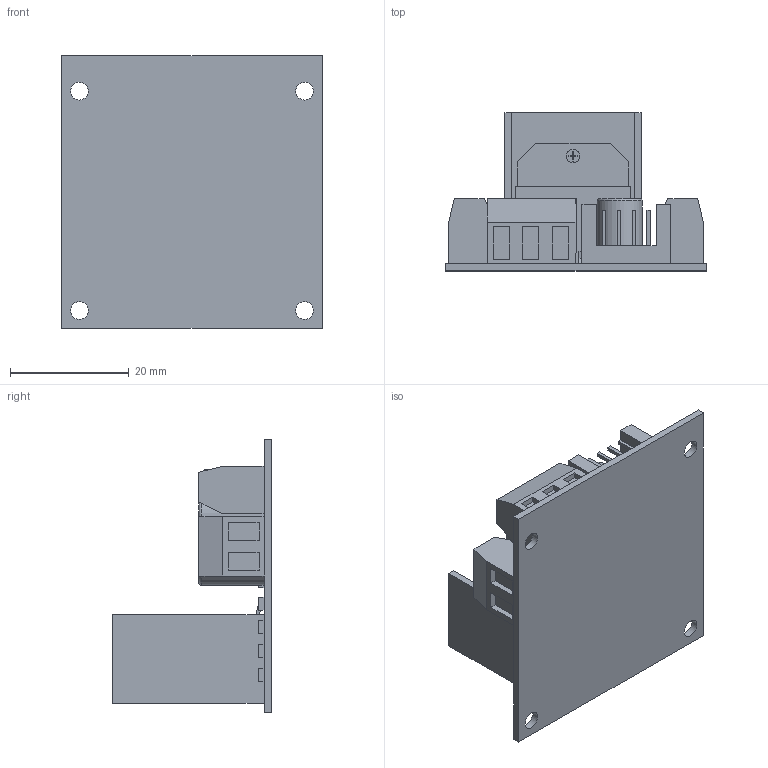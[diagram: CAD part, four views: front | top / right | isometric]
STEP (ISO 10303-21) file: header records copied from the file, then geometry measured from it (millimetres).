
FILE_DESCRIPTION(/* description */ ('STEP AP214'),/* implementation_level */ '2;1');
FILE_NAME(/* name */ '68f97847aa05e6786c12dde6',/* time_stamp */ '2025-10-23T00:35:20Z',/* author */ (''),/* organization */ (''),/* preprocessor_version */ 'ST-DEVELOPER v20',/* originating_system */ 'ONSHAPE BY PTC INC, 1.205',/* authorisation */ ' ');
FILE_SCHEMA (('AUTOMOTIVE_DESIGN {1 0 10303 214 3 1 1}'));
Length unit declared in the file: metre
Products named in the file (1): Part 1
Bounding box: 44 x 26.7 x 46 mm (x, y, z)
Volume: 9929.5 mm3; surface area: 11172.2 mm2
Topology: 1 solids, 1 shells, 285 faces, 736 edges, 490 vertices
Faces by surface type: plane 267, cylinder 16, torus 2
Full cylindrical faces by diameter (mm): 2.222 x4, 2.229 x1, 2.307 x3, 3 x4, 7.621 x1, 7.983 x1
Entity records: 9513 total; most frequent: CARTESIAN_POINT 1496, ORIENTED_EDGE 1440, DIRECTION 1326, EDGE_CURVE 720, LINE 686, VECTOR 686, VERTEX_POINT 490, EDGE_LOOP 362
